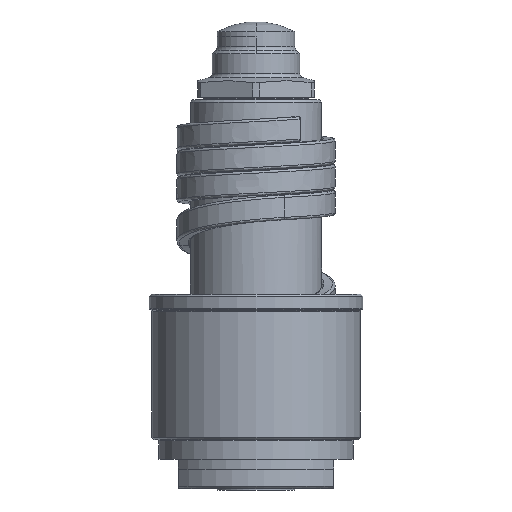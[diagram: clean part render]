
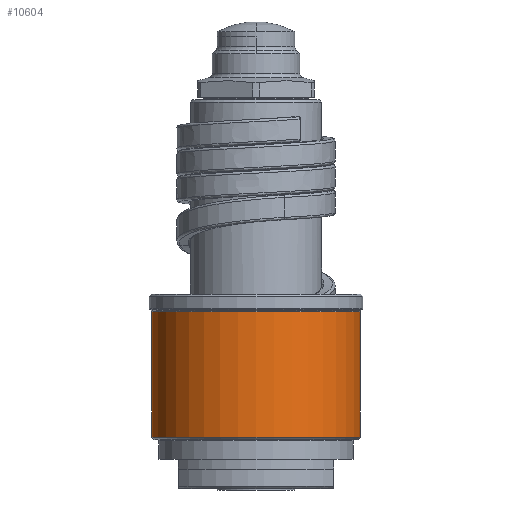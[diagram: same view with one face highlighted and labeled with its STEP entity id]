
A CAD part, front view. The second image highlights one B-rep face of the part: STEP entity #10604.
In plain terms, the highlighted cylindrical face has radius 21.5 mm (diameter 43 mm), a partial arc.
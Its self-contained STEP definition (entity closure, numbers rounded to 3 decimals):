
#3268=CARTESIAN_POINT('',(0.,0.,10.583));
#3269=DIRECTION('',(0.,0.,1.));
#3270=DIRECTION('',(-1.,0.,0.));
#3271=AXIS2_PLACEMENT_3D('',#3268,#3269,#3270);
#3273=DIRECTION('',(0.,0.,-1.));
#3274=VECTOR('',#3273,25.834);
#3275=CARTESIAN_POINT('',(-21.5,0.,36.417));
#3276=LINE('',#3275,#3274);
#3277=CARTESIAN_POINT('',(0.,0.,36.417));
#3278=DIRECTION('',(0.,0.,1.));
#3279=DIRECTION('',(-1.,0.,0.));
#3280=AXIS2_PLACEMENT_3D('',#3277,#3278,#3279);
#3282=DIRECTION('',(0.,0.,-1.));
#3283=VECTOR('',#3282,25.834);
#3284=CARTESIAN_POINT('',(21.5,0.,36.417));
#3285=LINE('',#3284,#3283);
#6069=CARTESIAN_POINT('',(21.5,0.,36.417));
#6070=CARTESIAN_POINT('',(-21.5,0.,36.417));
#6071=VERTEX_POINT('',#6069);
#6072=VERTEX_POINT('',#6070);
#6095=CARTESIAN_POINT('',(21.5,0.,10.583));
#6096=VERTEX_POINT('',#6095);
#6097=CARTESIAN_POINT('',(-21.5,0.,10.583));
#6098=VERTEX_POINT('',#6097);
#10592=CARTESIAN_POINT('',(0.,0.,8.5));
#10593=DIRECTION('',(0.,0.,1.));
#10594=DIRECTION('',(-1.,0.,0.));
#10595=AXIS2_PLACEMENT_3D('',#10592,#10593,#10594);
#10596=CYLINDRICAL_SURFACE('',#10595,21.5);
#10597=ORIENTED_EDGE('',*,*,#8149,.F.);
#10598=ORIENTED_EDGE('',*,*,#8130,.F.);
#10600=ORIENTED_EDGE('',*,*,#10599,.T.);
#10601=ORIENTED_EDGE('',*,*,#8126,.T.);
#10602=EDGE_LOOP('',(#10597,#10598,#10600,#10601));
#10603=FACE_OUTER_BOUND('',#10602,.F.);
#3272=CIRCLE('',#3271,21.5);
#3281=CIRCLE('',#3280,21.5);
#8126=EDGE_CURVE('',#6071,#6096,#3285,.T.);
#8130=EDGE_CURVE('',#6072,#6098,#3276,.T.);
#8149=EDGE_CURVE('',#6098,#6096,#3272,.T.);
#10599=EDGE_CURVE('',#6072,#6071,#3281,.T.);
#10604=ADVANCED_FACE('',(#10603),#10596,.T.);
